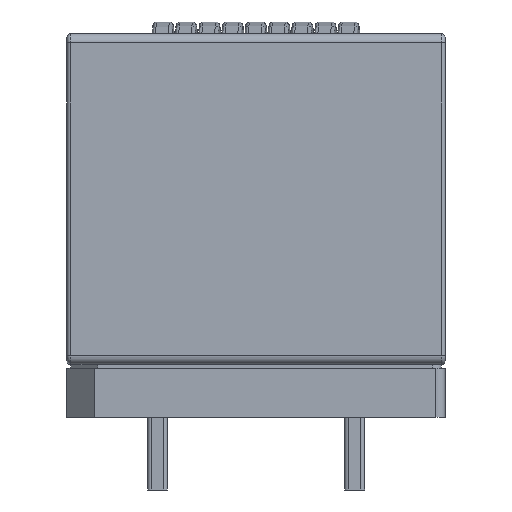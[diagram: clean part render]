
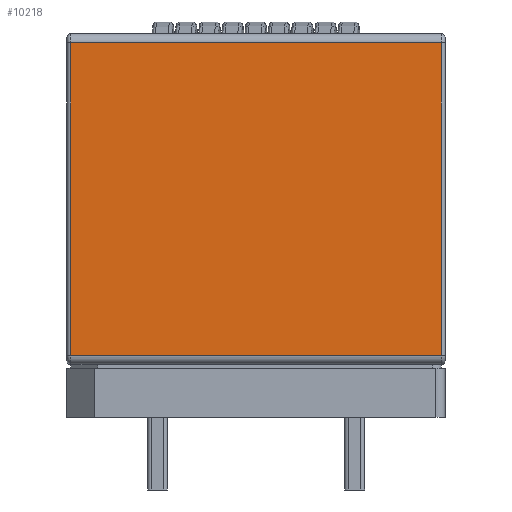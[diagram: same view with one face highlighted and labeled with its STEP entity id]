
A CAD part, left-side view. The second image highlights one B-rep face of the part: STEP entity #10218.
In plain terms, the highlighted planar face has unit normal (-1, 0, 0).
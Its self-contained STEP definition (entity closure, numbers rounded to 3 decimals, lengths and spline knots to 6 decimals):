
#993=PLANE('',#10629);
#1253=LINE('',#13603,#1881);
#1542=LINE('',#15950,#2170);
#1543=LINE('',#15952,#2171);
#1544=LINE('',#15954,#2172);
#1881=VECTOR('',#11199,1.);
#2170=VECTOR('',#11814,1.);
#2171=VECTOR('',#11815,1.);
#2172=VECTOR('',#11816,1.);
#3615=ORIENTED_EDGE('',*,*,#5037,.F.);
#3616=ORIENTED_EDGE('',*,*,#5038,.T.);
#3617=ORIENTED_EDGE('',*,*,#5039,.T.);
#3618=ORIENTED_EDGE('',*,*,#4680,.T.);
#4680=EDGE_CURVE('',#5651,#5652,#1253,.T.);
#5037=EDGE_CURVE('',#5846,#5652,#1542,.T.);
#5038=EDGE_CURVE('',#5846,#5847,#1543,.T.);
#5039=EDGE_CURVE('',#5847,#5651,#1544,.T.);
#5651=VERTEX_POINT('',#13596);
#5652=VERTEX_POINT('',#13600);
#5846=VERTEX_POINT('',#15951);
#5847=VERTEX_POINT('',#15953);
#6430=EDGE_LOOP('',(#3615,#3616,#3617,#3618));
#6910=FACE_BOUND('',#6430,.T.);
#10218=ADVANCED_FACE('',(#6910),#993,.T.);
#10629=AXIS2_PLACEMENT_3D('',#15949,#11812,#11813);
#11199=DIRECTION('',(0.,0.,1.));
#11812=DIRECTION('',(-1.,0.,0.));
#11813=DIRECTION('',(0.,0.,1.));
#11814=DIRECTION('',(0.,-1.,0.));
#11815=DIRECTION('',(0.,0.,-1.));
#11816=DIRECTION('',(0.,-1.,0.));
#13596=CARTESIAN_POINT('',(-0.0125,-0.0102,0.00205));
#13600=CARTESIAN_POINT('',(-0.0125,-0.0102,0.01925));
#13603=CARTESIAN_POINT('',(-0.0125,-0.0102,0.01925));
#15949=CARTESIAN_POINT('',(-0.0125,0.0104,0.01975));
#15950=CARTESIAN_POINT('',(-0.0125,0.0104,0.01925));
#15951=CARTESIAN_POINT('',(-0.0125,0.0102,0.01925));
#15952=CARTESIAN_POINT('',(-0.0125,0.0102,0.00205));
#15953=CARTESIAN_POINT('',(-0.0125,0.0102,0.00205));
#15954=CARTESIAN_POINT('',(-0.0125,0.0104,0.00205));
